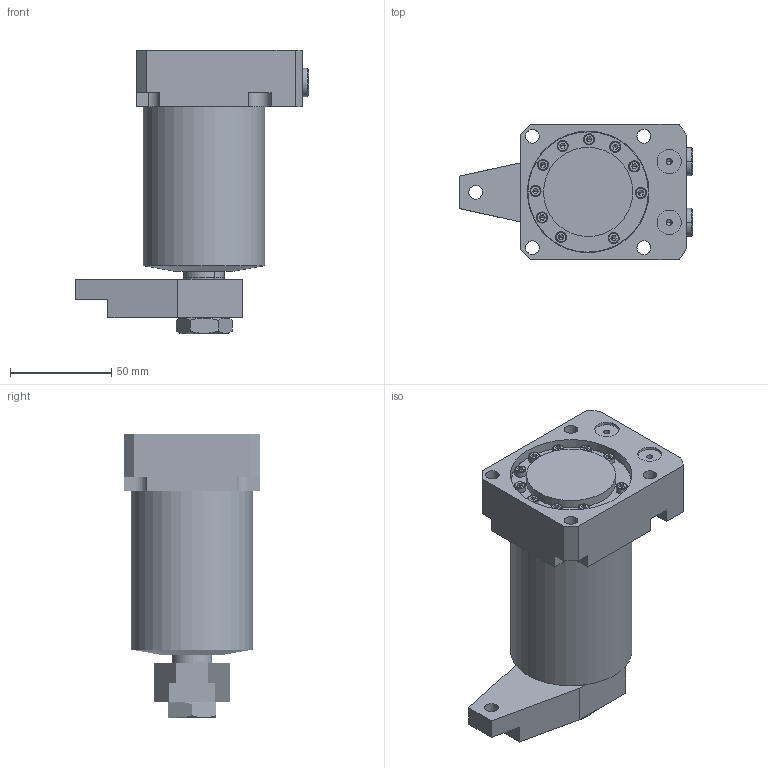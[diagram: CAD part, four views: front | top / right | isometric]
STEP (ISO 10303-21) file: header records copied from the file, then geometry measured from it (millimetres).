
FILE_DESCRIPTION (( 'STEP AP214' ), '1' );
FILE_NAME ('CPF-40DL(R)-90G.STEP', '2019-04-13T07:01:45', ( '' ), ( '' ), 'SwSTEP 2.0', 'SolidWorks 2016', '' );
FILE_SCHEMA (( 'AUTOMOTIVE_DESIGN' ));
Length unit declared in the file: millimetre
Products named in the file (9): 黑芛; 揤旋; 内六角圆柱头螺钉; 鞠褒情蹟譫; 活塞杆; 綴裔; 菜遠; 掛极; CPF-40DL(R)-90G
Assembly tree (18 placements, depth 2):
  CPF-40DL(R)-90G
    掛极
    菜遠
    綴裔
    活塞杆
    鞠褒情蹟譫
    内六角圆柱头螺钉  x10
    揤旋
    黑芛  x2
Bounding box: 115 x 67 x 140 mm (x, y, z)
Volume: 363804.8 mm3; surface area: 91905.8 mm2
Topology: 18 solids, 18 shells, 2843 faces, 5949 edges, 3154 vertices
Faces by surface type: cone 1579, cylinder 967, plane 243, bspline 27, torus 24, sphere 3
Entity records: 20735 total; most frequent: CARTESIAN_POINT 6522, DIRECTION 3010, ORIENTED_EDGE 2696, EDGE_CURVE 1348, AXIS2_PLACEMENT_3D 1206, VERTEX_POINT 802, EDGE_LOOP 686, VECTOR 598
